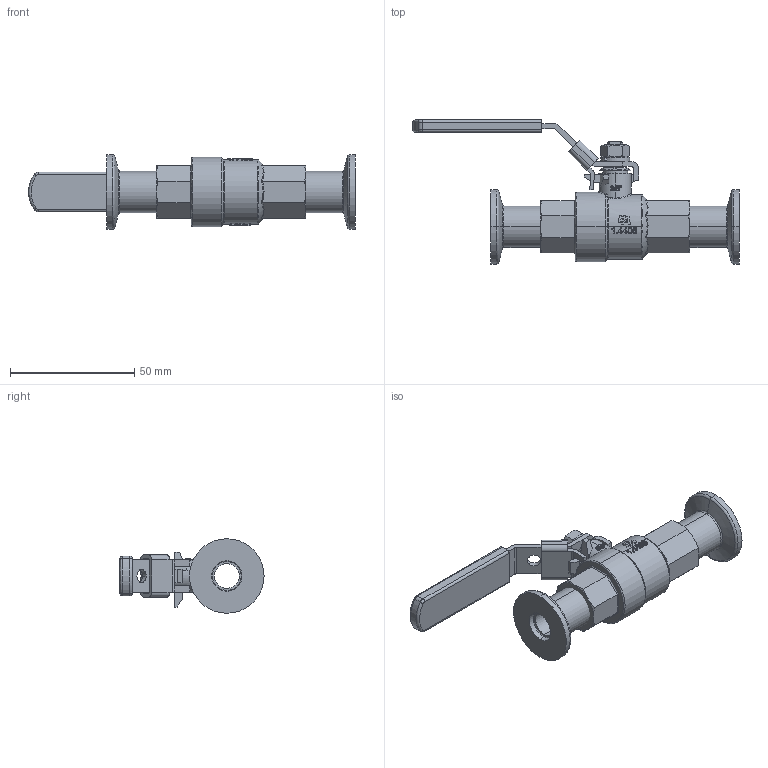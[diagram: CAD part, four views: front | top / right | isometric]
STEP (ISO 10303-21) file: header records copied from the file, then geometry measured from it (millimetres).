
FILE_DESCRIPTION (( 'STEP AP214' ), '1' );
FILE_NAME ('120VKZ010.stp', '2017-05-09T09:10:54', ( '' ), ( '' ), 'SwSTEP 2.0', 'SolidWorks 2015', '' );
FILE_SCHEMA (( 'AUTOMOTIVE_DESIGN' ));
Length unit declared in the file: millimetre
Products named in the file (1): 120VKZ010
Bounding box: 131.5 x 58 x 30 mm (x, y, z)
Volume: 39462.9 mm3; surface area: 21649 mm2
Topology: 7 solids, 7 shells, 544 faces, 1370 edges, 880 vertices
Faces by surface type: plane 252, bspline 126, cylinder 109, cone 45, torus 12
Entity records: 25237 total; most frequent: CARTESIAN_POINT 7094, ORIENTED_EDGE 2740, DIRECTION 2117, EDGE_CURVE 1370, VERTEX_POINT 880, AXIS2_PLACEMENT_3D 726, LINE 665, VECTOR 665
